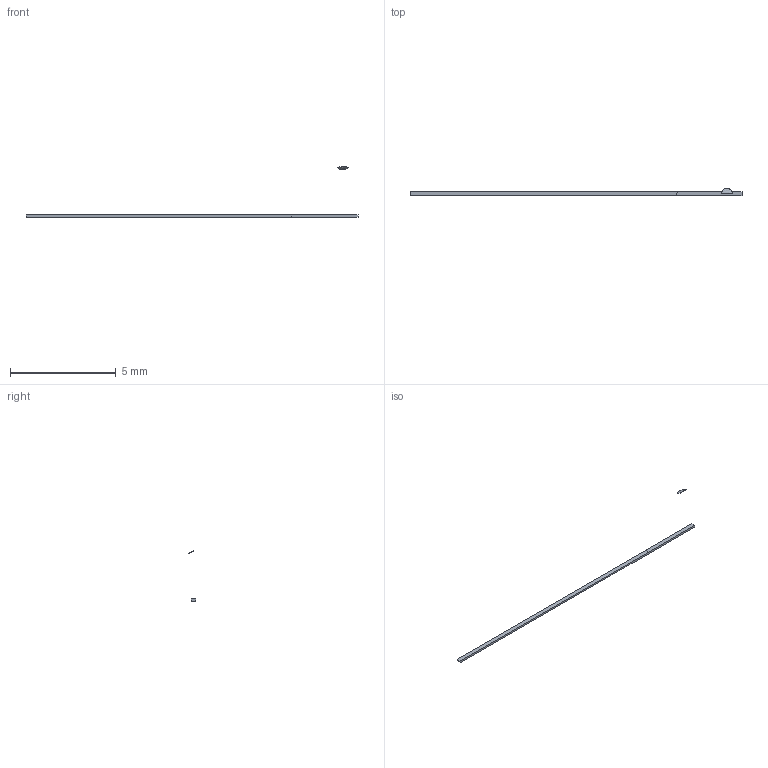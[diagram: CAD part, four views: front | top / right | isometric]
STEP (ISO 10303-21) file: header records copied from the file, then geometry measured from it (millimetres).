
FILE_DESCRIPTION(('Open CASCADE Model'),'2;1');
FILE_NAME('Open CASCADE Shape Model','2025-07-21T21:50:21',('Author'),( 'Open CASCADE'),'Open CASCADE STEP processor 7.7','Open CASCADE 7.7' ,'Unknown');
FILE_SCHEMA(('AUTOMOTIVE_DESIGN { 1 0 10303 214 1 1 1 1 }'));
Length unit declared in the file: millimetre
Products named in the file (3): Open CASCADE STEP translator 7.7 1; Open CASCADE STEP translator 7.7 1.1; Open CASCADE STEP translator 7.7 1.2
Assembly tree (2 placements, depth 2):
  Open CASCADE STEP translator 7.7 1
    Open CASCADE STEP translator 7.7 1.1
    Open CASCADE STEP translator 7.7 1.2
Bounding box: 15.68 x 0.35 x 2.37 mm (x, y, z)
Volume: 0.3 mm3; surface area: 118.2 mm2
Topology: 2 solids, 4 shells, 14 faces, 36 edges, 23 vertices
Faces by surface type: plane 10, revolution 4
Entity records: 1087 total; most frequent: CARTESIAN_POINT 381, DIRECTION 113, ORIENTED_EDGE 68, PCURVE 67, DEFINITIONAL_REPRESENTATION 67, LINE 61, VECTOR 61, EDGE_CURVE 36
